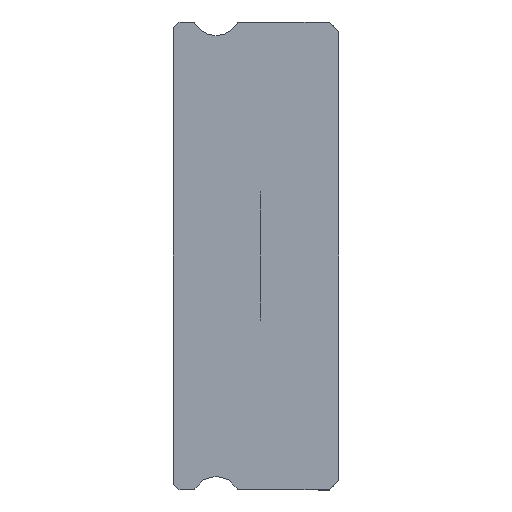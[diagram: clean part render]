
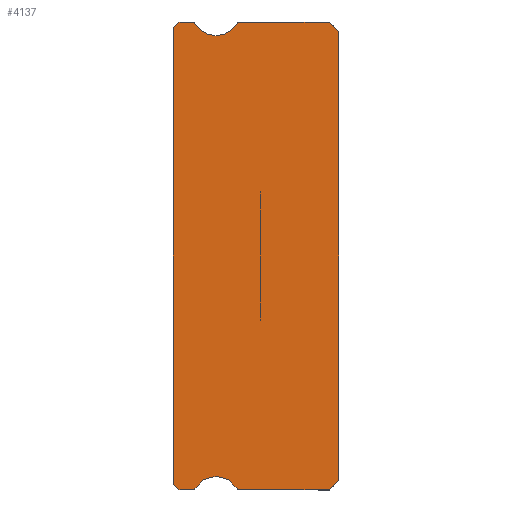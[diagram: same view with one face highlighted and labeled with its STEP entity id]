
A CAD part, left-side view. The second image highlights one B-rep face of the part: STEP entity #4137.
In plain terms, the highlighted planar face has unit normal (-1, 0, 0).
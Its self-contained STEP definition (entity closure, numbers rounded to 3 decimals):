
#91 = CARTESIAN_POINT ( 'NONE',  ( -10., 5.088, 11.85 ) ) ;
#123 = CARTESIAN_POINT ( 'NONE',  ( -10., 5.217, 11.925 ) ) ;
#185 = ORIENTED_EDGE ( 'NONE', *, *, #5736, .T. ) ;
#200 = CARTESIAN_POINT ( 'NONE',  ( -10., 8.5, 11.85 ) ) ;
#235 = DIRECTION ( 'NONE',  ( 1., 0., 0. ) ) ;
#237 = CARTESIAN_POINT ( 'NONE',  ( -10., 6.3, -12.55 ) ) ;
#347 = LINE ( 'NONE', #434, #4942 ) ;
#366 = CARTESIAN_POINT ( 'NONE',  ( -10., 7.512, 11.85 ) ) ;
#434 = CARTESIAN_POINT ( 'NONE',  ( -10., 0.5, 12. ) ) ;
#439 = EDGE_CURVE ( 'NONE', #8769, #7485, #3996, .T. ) ;
#455 = AXIS2_PLACEMENT_3D ( 'NONE', #4502, #6771, #2644 ) ;
#494 = CARTESIAN_POINT ( 'NONE',  ( -10., 8.2, -12. ) ) ;
#504 = AXIS2_PLACEMENT_3D ( 'NONE', #237, #8566, #4990 ) ;
#560 = LINE ( 'NONE', #4775, #3196 ) ;
#588 = CARTESIAN_POINT ( 'NONE',  ( -10., 7.512, -12. ) ) ;
#604 = DIRECTION ( 'NONE',  ( 1., 0., 0. ) ) ;
#690 = CARTESIAN_POINT ( 'NONE',  ( -10., 7.512, -11.85 ) ) ;
#734 = LINE ( 'NONE', #6780, #5943 ) ;
#870 = ORIENTED_EDGE ( 'NONE', *, *, #8212, .T. ) ;
#872 = LINE ( 'NONE', #200, #3645 ) ;
#889 = CARTESIAN_POINT ( 'NONE',  ( -10., 5.217, -11.925 ) ) ;
#1133 = CARTESIAN_POINT ( 'NONE',  ( -10., 0., -11.5 ) ) ;
#1150 = EDGE_CURVE ( 'NONE', #7485, #7994, #5339, .T. ) ;
#1153 = VERTEX_POINT ( 'NONE', #7955 ) ;
#1191 = AXIS2_PLACEMENT_3D ( 'NONE', #366, #235, #1669 ) ;
#1219 = EDGE_CURVE ( 'NONE', #3152, #1497, #2769, .T. ) ;
#1221 = CARTESIAN_POINT ( 'NONE',  ( -10., 8.5, 11.7 ) ) ;
#1223 = CIRCLE ( 'NONE', #6241, 1.25 ) ;
#1246 = ORIENTED_EDGE ( 'NONE', *, *, #4542, .F. ) ;
#1340 = CIRCLE ( 'NONE', #5948, 0.15 ) ;
#1376 = DIRECTION ( 'NONE',  ( -1., 0., 0. ) ) ;
#1497 = VERTEX_POINT ( 'NONE', #494 ) ;
#1611 = LINE ( 'NONE', #3713, #7599 ) ;
#1669 = DIRECTION ( 'NONE',  ( 0., 0., -1. ) ) ;
#1860 = CARTESIAN_POINT ( 'NONE',  ( -10., 5.088, 12. ) ) ;
#1972 = VECTOR ( 'NONE', #2617, 1000. ) ;
#2057 = VERTEX_POINT ( 'NONE', #7338 ) ;
#2105 = LINE ( 'NONE', #6128, #8384 ) ;
#2122 = VERTEX_POINT ( 'NONE', #6791 ) ;
#2138 = ORIENTED_EDGE ( 'NONE', *, *, #6096, .F. ) ;
#2166 = EDGE_CURVE ( 'NONE', #1153, #6031, #1223, .T. ) ;
#2309 = VECTOR ( 'NONE', #6309, 1000. ) ;
#2313 = DIRECTION ( 'NONE',  ( 0., 0., -1. ) ) ;
#2530 = EDGE_CURVE ( 'NONE', #3152, #6149, #872, .T. ) ;
#2614 = CIRCLE ( 'NONE', #5936, 0.15 ) ;
#2617 = DIRECTION ( 'NONE',  ( 0., 0.707, -0.707 ) ) ;
#2644 = DIRECTION ( 'NONE',  ( 0., 0., -1. ) ) ;
#2663 = ORIENTED_EDGE ( 'NONE', *, *, #4678, .T. ) ;
#2711 = DIRECTION ( 'NONE',  ( 0., 0., -1. ) ) ;
#2723 = CARTESIAN_POINT ( 'NONE',  ( -10., 8.2, -12. ) ) ;
#2769 = LINE ( 'NONE', #2723, #2309 ) ;
#2795 = CARTESIAN_POINT ( 'NONE',  ( -10., 6.3, 12.55 ) ) ;
#2979 = CARTESIAN_POINT ( 'NONE',  ( -10., 6.3, 12.55 ) ) ;
#3123 = VERTEX_POINT ( 'NONE', #1133 ) ;
#3152 = VERTEX_POINT ( 'NONE', #3178 ) ;
#3178 = CARTESIAN_POINT ( 'NONE',  ( -10., 8.5, -11.7 ) ) ;
#3196 = VECTOR ( 'NONE', #5506, 1000. ) ;
#3276 = ORIENTED_EDGE ( 'NONE', *, *, #2530, .F. ) ;
#3287 = CARTESIAN_POINT ( 'NONE',  ( -10., 8.5, 11.7 ) ) ;
#3630 = FACE_OUTER_BOUND ( 'NONE', #6347, .T. ) ;
#3645 = VECTOR ( 'NONE', #5039, 1000. ) ;
#3679 = CARTESIAN_POINT ( 'NONE',  ( -10., 6.3, 11.3 ) ) ;
#3713 = CARTESIAN_POINT ( 'NONE',  ( -10., 0., -11.5 ) ) ;
#3788 = CARTESIAN_POINT ( 'NONE',  ( -10., 7.512, 11.85 ) ) ;
#3971 = CARTESIAN_POINT ( 'NONE',  ( -10., 8.2, 12. ) ) ;
#3996 = LINE ( 'NONE', #588, #8675 ) ;
#3998 = EDGE_CURVE ( 'NONE', #3123, #2057, #2105, .T. ) ;
#4122 = ORIENTED_EDGE ( 'NONE', *, *, #5844, .F. ) ;
#4136 = DIRECTION ( 'NONE',  ( 0., -1., 0. ) ) ;
#4137 = ADVANCED_FACE ( 'NONE', ( #3630 ), #7759, .F. ) ;
#4157 = DIRECTION ( 'NONE',  ( 1., 0., 0. ) ) ;
#4227 = AXIS2_PLACEMENT_3D ( 'NONE', #2979, #5751, #2313 ) ;
#4291 = VERTEX_POINT ( 'NONE', #123 ) ;
#4346 = DIRECTION ( 'NONE',  ( 0., 0.707, -0.707 ) ) ;
#4418 = ORIENTED_EDGE ( 'NONE', *, *, #1150, .F. ) ;
#4425 = CARTESIAN_POINT ( 'NONE',  ( -10., 8.2, 12. ) ) ;
#4447 = ORIENTED_EDGE ( 'NONE', *, *, #439, .F. ) ;
#4502 = CARTESIAN_POINT ( 'NONE',  ( -10., 5.088, -11.85 ) ) ;
#4542 = EDGE_CURVE ( 'NONE', #2122, #1153, #2614, .T. ) ;
#4620 = VERTEX_POINT ( 'NONE', #7498 ) ;
#4650 = EDGE_CURVE ( 'NONE', #5875, #5358, #560, .T. ) ;
#4656 = EDGE_CURVE ( 'NONE', #4620, #6184, #6075, .T. ) ;
#4678 = EDGE_CURVE ( 'NONE', #1497, #6184, #734, .T. ) ;
#4775 = CARTESIAN_POINT ( 'NONE',  ( -10., 7.512, 12. ) ) ;
#4942 = VECTOR ( 'NONE', #8499, 1000. ) ;
#4990 = DIRECTION ( 'NONE',  ( 0., 0., -1. ) ) ;
#5039 = DIRECTION ( 'NONE',  ( 0., 0., 1. ) ) ;
#5053 = EDGE_CURVE ( 'NONE', #4291, #5875, #1340, .T. ) ;
#5339 = CIRCLE ( 'NONE', #455, 0.15 ) ;
#5358 = VERTEX_POINT ( 'NONE', #8641 ) ;
#5448 = DIRECTION ( 'NONE',  ( 0., 1., 0. ) ) ;
#5506 = DIRECTION ( 'NONE',  ( 0., -1., 0. ) ) ;
#5562 = ORIENTED_EDGE ( 'NONE', *, *, #4650, .F. ) ;
#5568 = DIRECTION ( 'NONE',  ( 0., 0., -1. ) ) ;
#5736 = EDGE_CURVE ( 'NONE', #2122, #7073, #5837, .T. ) ;
#5751 = DIRECTION ( 'NONE',  ( -1., 0., 0. ) ) ;
#5837 = LINE ( 'NONE', #4425, #8557 ) ;
#5844 = EDGE_CURVE ( 'NONE', #5358, #2057, #347, .T. ) ;
#5875 = VERTEX_POINT ( 'NONE', #1860 ) ;
#5936 = AXIS2_PLACEMENT_3D ( 'NONE', #3788, #6556, #5966 ) ;
#5943 = VECTOR ( 'NONE', #4136, 1000. ) ;
#5948 = AXIS2_PLACEMENT_3D ( 'NONE', #91, #4157, #2711 ) ;
#5966 = DIRECTION ( 'NONE',  ( 0., 0., -1. ) ) ;
#6031 = VERTEX_POINT ( 'NONE', #3679 ) ;
#6055 = LINE ( 'NONE', #3287, #1972 ) ;
#6075 = CIRCLE ( 'NONE', #7392, 0.15 ) ;
#6096 = EDGE_CURVE ( 'NONE', #7994, #4620, #7282, .T. ) ;
#6128 = CARTESIAN_POINT ( 'NONE',  ( -10., 0., 11.5 ) ) ;
#6149 = VERTEX_POINT ( 'NONE', #1221 ) ;
#6184 = VERTEX_POINT ( 'NONE', #8076 ) ;
#6241 = AXIS2_PLACEMENT_3D ( 'NONE', #2795, #1376, #5568 ) ;
#6304 = CARTESIAN_POINT ( 'NONE',  ( -10., 0.5, -12. ) ) ;
#6309 = DIRECTION ( 'NONE',  ( 0., -0.707, -0.707 ) ) ;
#6347 = EDGE_LOOP ( 'NONE', ( #3276, #8329, #2663, #8203, #2138, #4418, #4447, #7304, #8077, #4122, #5562, #7684, #8174, #8858, #1246, #185, #870 ) ) ;
#6490 = EDGE_CURVE ( 'NONE', #3123, #8769, #1611, .T. ) ;
#6556 = DIRECTION ( 'NONE',  ( 1., 0., 0. ) ) ;
#6771 = DIRECTION ( 'NONE',  ( 1., 0., 0. ) ) ;
#6780 = CARTESIAN_POINT ( 'NONE',  ( -10., 7.512, -12. ) ) ;
#6791 = CARTESIAN_POINT ( 'NONE',  ( -10., 7.512, 12. ) ) ;
#6919 = EDGE_CURVE ( 'NONE', #6031, #4291, #6996, .T. ) ;
#6996 = CIRCLE ( 'NONE', #4227, 1.25 ) ;
#7073 = VERTEX_POINT ( 'NONE', #3971 ) ;
#7282 = CIRCLE ( 'NONE', #504, 1.25 ) ;
#7304 = ORIENTED_EDGE ( 'NONE', *, *, #6490, .F. ) ;
#7338 = CARTESIAN_POINT ( 'NONE',  ( -10., 0., 11.5 ) ) ;
#7392 = AXIS2_PLACEMENT_3D ( 'NONE', #690, #604, #8816 ) ;
#7485 = VERTEX_POINT ( 'NONE', #8723 ) ;
#7498 = CARTESIAN_POINT ( 'NONE',  ( -10., 7.383, -11.925 ) ) ;
#7599 = VECTOR ( 'NONE', #4346, 1000. ) ;
#7624 = DIRECTION ( 'NONE',  ( 0., 0., 1. ) ) ;
#7684 = ORIENTED_EDGE ( 'NONE', *, *, #5053, .F. ) ;
#7759 = PLANE ( 'NONE',  #1191 ) ;
#7955 = CARTESIAN_POINT ( 'NONE',  ( -10., 7.383, 11.925 ) ) ;
#7994 = VERTEX_POINT ( 'NONE', #889 ) ;
#8076 = CARTESIAN_POINT ( 'NONE',  ( -10., 7.512, -12. ) ) ;
#8077 = ORIENTED_EDGE ( 'NONE', *, *, #3998, .T. ) ;
#8174 = ORIENTED_EDGE ( 'NONE', *, *, #6919, .F. ) ;
#8203 = ORIENTED_EDGE ( 'NONE', *, *, #4656, .F. ) ;
#8212 = EDGE_CURVE ( 'NONE', #7073, #6149, #6055, .T. ) ;
#8329 = ORIENTED_EDGE ( 'NONE', *, *, #1219, .T. ) ;
#8384 = VECTOR ( 'NONE', #7624, 1000. ) ;
#8499 = DIRECTION ( 'NONE',  ( 0., -0.707, -0.707 ) ) ;
#8557 = VECTOR ( 'NONE', #8589, 1000. ) ;
#8566 = DIRECTION ( 'NONE',  ( -1., 0., 0. ) ) ;
#8589 = DIRECTION ( 'NONE',  ( 0., 1., 0. ) ) ;
#8641 = CARTESIAN_POINT ( 'NONE',  ( -10., 0.5, 12. ) ) ;
#8675 = VECTOR ( 'NONE', #5448, 1000. ) ;
#8723 = CARTESIAN_POINT ( 'NONE',  ( -10., 5.088, -12. ) ) ;
#8769 = VERTEX_POINT ( 'NONE', #6304 ) ;
#8816 = DIRECTION ( 'NONE',  ( 0., 0., -1. ) ) ;
#8858 = ORIENTED_EDGE ( 'NONE', *, *, #2166, .F. ) ;
